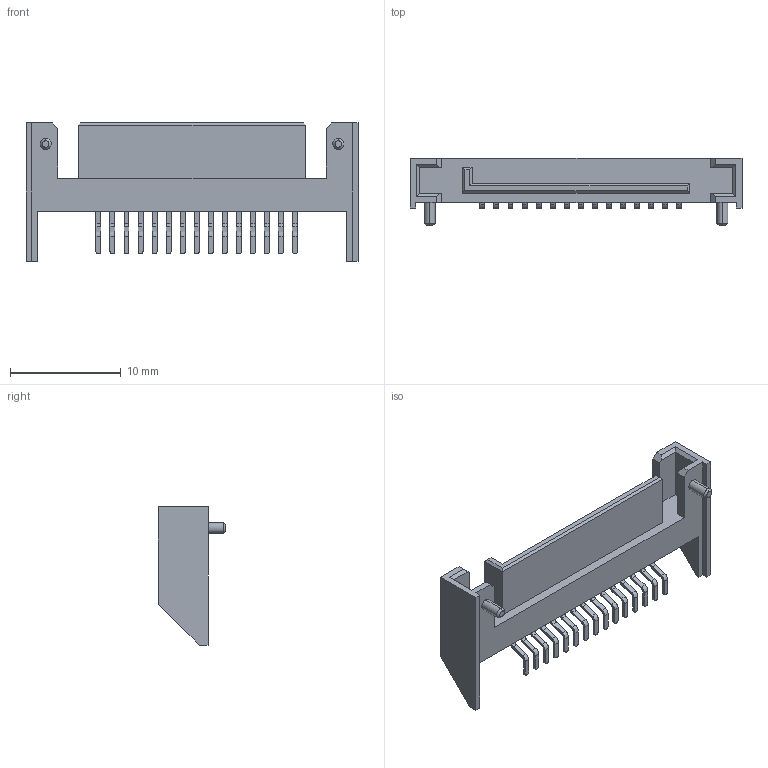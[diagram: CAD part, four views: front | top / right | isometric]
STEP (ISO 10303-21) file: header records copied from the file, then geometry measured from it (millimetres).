
FILE_DESCRIPTION (( 'STEP AP214' ), '1' );
FILE_NAME ('SATA-15PA.STEP', '2022-02-21T05:56:06', ( '' ), ( '' ), 'SwSTEP 2.0', 'SolidWorks 2020', '' );
FILE_SCHEMA (( 'AUTOMOTIVE_DESIGN' ));
Length unit declared in the file: millimetre
Products named in the file (1): SATA-15PA
Bounding box: 30.03 x 6.1 x 12.5 mm (x, y, z)
Volume: 559.9 mm3; surface area: 1157 mm2
Topology: 31 solids, 31 shells, 541 faces, 1384 edges, 908 vertices
Faces by surface type: plane 383, cylinder 154, cone 4
Entity records: 20520 total; most frequent: CARTESIAN_POINT 2834, DIRECTION 2780, ORIENTED_EDGE 2768, EDGE_CURVE 1384, LINE 1072, VECTOR 1072, VERTEX_POINT 908, AXIS2_PLACEMENT_3D 854
